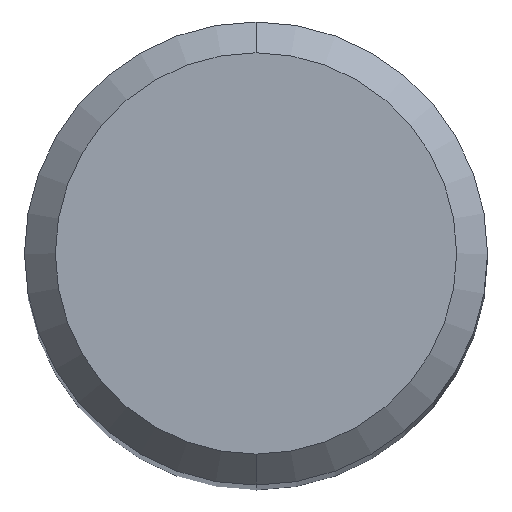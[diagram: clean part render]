
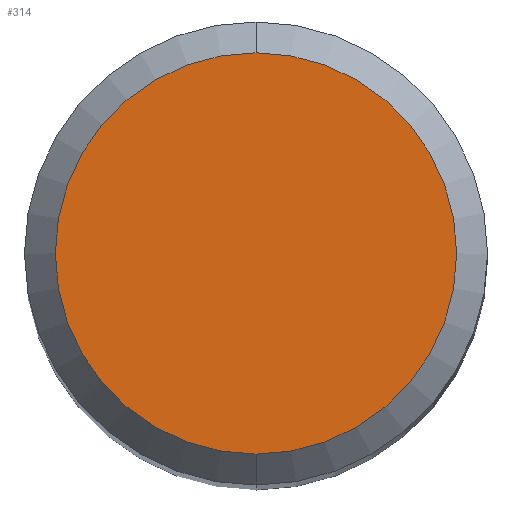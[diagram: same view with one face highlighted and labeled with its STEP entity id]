
A CAD part, top view. The second image highlights one B-rep face of the part: STEP entity #314.
In plain terms, the highlighted planar face has unit normal (0, 0, 1).
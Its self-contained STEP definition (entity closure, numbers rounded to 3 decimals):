
#238=EDGE_CURVE('',#402,#436,#539,.T.);
#314=ADVANCED_FACE('',(#626),#627,.T.);
#402=VERTEX_POINT('',#720);
#406=EDGE_CURVE('',#436,#402,#724,.T.);
#436=VERTEX_POINT('',#758);
#539=CIRCLE('',#898,2.6);
#626=FACE_OUTER_BOUND('',#1126,.T.);
#627=PLANE('',#1127);
#720=CARTESIAN_POINT('',(0.0,2.6,0.0));
#724=CIRCLE('',#1295,2.6);
#758=CARTESIAN_POINT('',(0.,-2.6,0.0));
#898=AXIS2_PLACEMENT_3D('',#1476,#1477,#1478);
#1126=EDGE_LOOP('',(#1586,#1587));
#1127=AXIS2_PLACEMENT_3D('',#1588,#1589,#1590);
#1295=AXIS2_PLACEMENT_3D('',#1679,#1680,#1681);
#1476=CARTESIAN_POINT('',(0.0,0.0,0.0));
#1477=DIRECTION('',(0.0,0.0,-1.0));
#1478=DIRECTION('',(0.0,1.0,0.0));
#1586=ORIENTED_EDGE('',*,*,#238,.F.);
#1587=ORIENTED_EDGE('',*,*,#406,.F.);
#1588=CARTESIAN_POINT('',(0.0,1.3,0.0));
#1589=DIRECTION('',(-0.0,0.0,1.0));
#1590=DIRECTION('',(0.0,-1.0,0.0));
#1679=CARTESIAN_POINT('',(0.0,0.0,0.0));
#1680=DIRECTION('',(0.0,0.0,-1.0));
#1681=DIRECTION('',(0.0,1.0,0.0));
